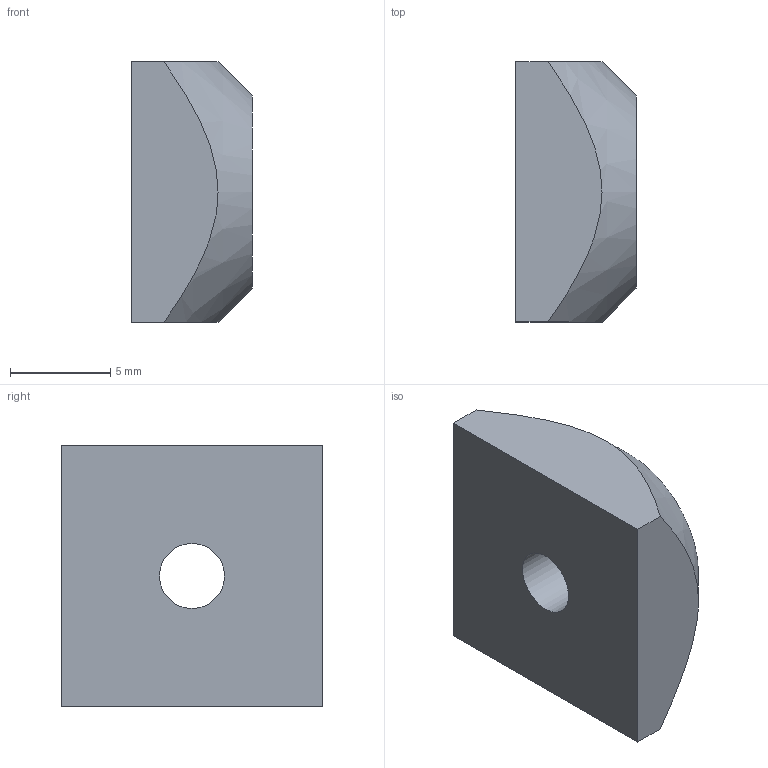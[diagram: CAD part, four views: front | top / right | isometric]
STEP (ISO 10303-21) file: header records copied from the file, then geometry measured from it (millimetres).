
FILE_DESCRIPTION(/* description */ ('Nakrętka M4 45-8'),/* implementation_level */ '2;1');
FILE_NAME(/* name */ '210400.stp',/* time_stamp */ '2022-10-06T09:28:04+02:00',/* author */ ('aluteckkpl_tw'),/* organization */ (''),/* preprocessor_version */ 'ST-DEVELOPER v18.1',/* originating_system */ 'Autodesk Inventor 2021',/* authorisation */ '');
FILE_SCHEMA (('CONFIG_CONTROL_DESIGN'));
Length unit declared in the file: millimetre
Products named in the file (1): 210400-ZP
Bounding box: 6 x 13 x 13 mm (x, y, z)
Volume: 819.3 mm3; surface area: 596.3 mm2
Topology: 1 solids, 1 shells, 8 faces, 20 edges, 14 vertices
Faces by surface type: plane 6, cylinder 1, cone 1
Full cylindrical faces by diameter (mm): 3.242 x1
Entity records: 294 total; most frequent: CARTESIAN_POINT 53, ORIENTED_EDGE 40, DIRECTION 38, EDGE_CURVE 20, VERTEX_POINT 14, AXIS2_PLACEMENT_3D 14, EDGE_LOOP 10, LINE 10
